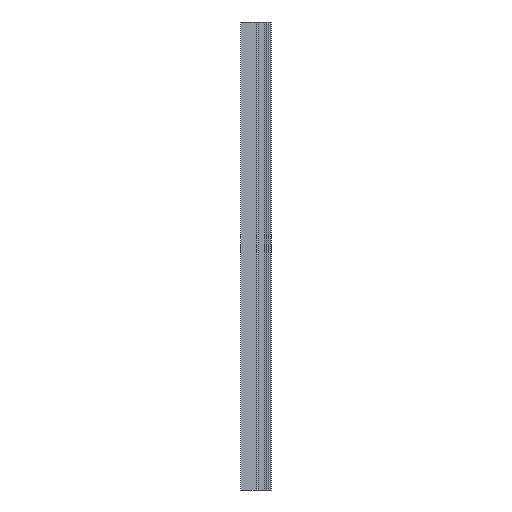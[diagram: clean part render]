
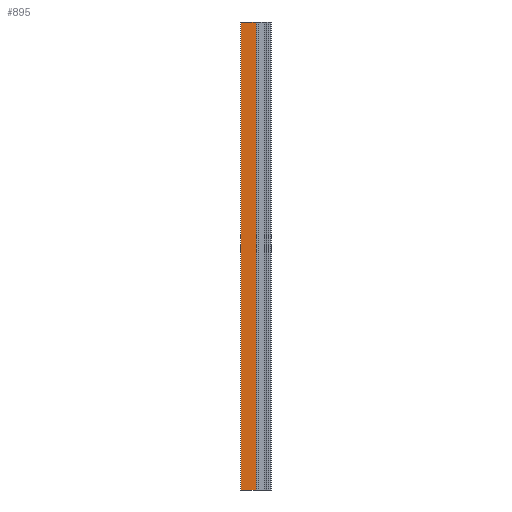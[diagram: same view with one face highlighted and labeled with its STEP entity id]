
A CAD part, left-side view. The second image highlights one B-rep face of the part: STEP entity #895.
In plain terms, the highlighted planar face has unit normal (-1, 0, 0).
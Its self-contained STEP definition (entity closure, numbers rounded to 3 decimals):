
#134 = EDGE_CURVE ( 'NONE', #1741, #2581, #2182, .T. ) ;
#265 = ORIENTED_EDGE ( 'NONE', *, *, #134, .F. ) ;
#304 = LINE ( 'NONE', #1896, #1954 ) ;
#438 = VECTOR ( 'NONE', #1010, 1000. ) ;
#501 = CARTESIAN_POINT ( 'NONE',  ( -2.65, 10., 300. ) ) ;
#613 = CARTESIAN_POINT ( 'NONE',  ( -2.65, -5.2, 300. ) ) ;
#747 = VERTEX_POINT ( 'NONE', #501 ) ;
#802 = DIRECTION ( 'NONE',  ( 0., 1., 0. ) ) ;
#850 = ORIENTED_EDGE ( 'NONE', *, *, #1808, .F. ) ;
#895 = ADVANCED_FACE ( 'NONE', ( #2818 ), #2278, .T. ) ;
#1010 = DIRECTION ( 'NONE',  ( 0., 0., 1. ) ) ;
#1023 = CARTESIAN_POINT ( 'NONE',  ( -2.65, 0., -11.318 ) ) ;
#1057 = ORIENTED_EDGE ( 'NONE', *, *, #1620, .T. ) ;
#1072 = VECTOR ( 'NONE', #802, 1000. ) ;
#1374 = EDGE_CURVE ( 'NONE', #1741, #1744, #1854, .T. ) ;
#1542 = ORIENTED_EDGE ( 'NONE', *, *, #1374, .T. ) ;
#1609 = VECTOR ( 'NONE', #1746, 1000. ) ;
#1620 = EDGE_CURVE ( 'NONE', #1744, #747, #2669, .T. ) ;
#1712 = DIRECTION ( 'NONE',  ( 0., 0., 1. ) ) ;
#1740 = CARTESIAN_POINT ( 'NONE',  ( -2.65, 0., 0. ) ) ;
#1741 = VERTEX_POINT ( 'NONE', #1740 ) ;
#1744 = VERTEX_POINT ( 'NONE', #1975 ) ;
#1746 = DIRECTION ( 'NONE',  ( 0., 1., 0. ) ) ;
#1777 = CARTESIAN_POINT ( 'NONE',  ( -2.65, -5.2, 0. ) ) ;
#1808 = EDGE_CURVE ( 'NONE', #2581, #747, #304, .T. ) ;
#1854 = LINE ( 'NONE', #1023, #438 ) ;
#1896 = CARTESIAN_POINT ( 'NONE',  ( -2.65, 10., -11.318 ) ) ;
#1954 = VECTOR ( 'NONE', #1712, 1000. ) ;
#1975 = CARTESIAN_POINT ( 'NONE',  ( -2.65, 0., 300. ) ) ;
#1996 = DIRECTION ( 'NONE',  ( 0., 0., 1. ) ) ;
#2002 = DIRECTION ( 'NONE',  ( -1., 0., 0. ) ) ;
#2004 = CARTESIAN_POINT ( 'NONE',  ( -2.65, 10., 0. ) ) ;
#2048 = CARTESIAN_POINT ( 'NONE',  ( -2.65, 0., -11.318 ) ) ;
#2182 = LINE ( 'NONE', #1777, #1609 ) ;
#2278 = PLANE ( 'NONE',  #2529 ) ;
#2529 = AXIS2_PLACEMENT_3D ( 'NONE', #2048, #2002, #1996 ) ;
#2581 = VERTEX_POINT ( 'NONE', #2004 ) ;
#2669 = LINE ( 'NONE', #613, #1072 ) ;
#2801 = EDGE_LOOP ( 'NONE', ( #1542, #1057, #850, #265 ) ) ;
#2818 = FACE_OUTER_BOUND ( 'NONE', #2801, .T. ) ;
